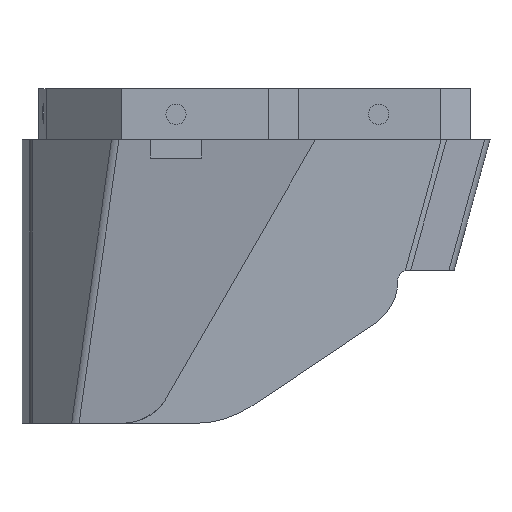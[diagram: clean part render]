
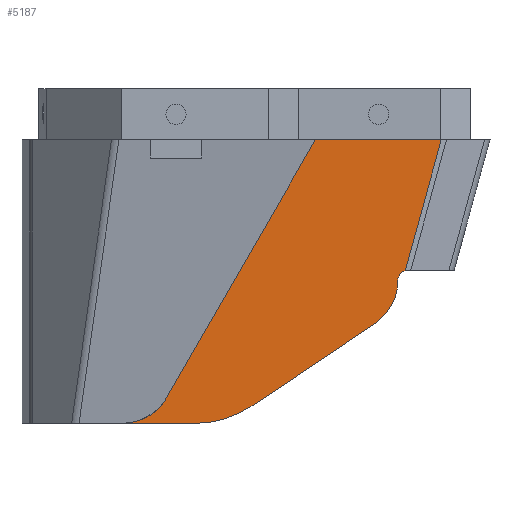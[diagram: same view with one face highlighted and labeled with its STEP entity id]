
A CAD part, left-side view. The second image highlights one B-rep face of the part: STEP entity #5187.
In plain terms, the highlighted planar face has unit normal (-1, 0, 0).
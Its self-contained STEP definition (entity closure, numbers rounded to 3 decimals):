
#250=LINE('',#7825,#850);
#368=LINE('',#8358,#968);
#437=LINE('',#8606,#1037);
#458=LINE('',#8658,#1058);
#463=LINE('',#8671,#1063);
#464=LINE('',#8674,#1064);
#850=VECTOR('',#6085,24.638);
#968=VECTOR('',#6317,14.243);
#1037=VECTOR('',#6452,58.312);
#1058=VECTOR('',#6491,29.067);
#1063=VECTOR('',#6504,0.083);
#1064=VECTOR('',#6507,26.525);
#1443=PLANE('',#5595);
#1690=FACE_OUTER_BOUND('',#1975,.T.);
#1975=EDGE_LOOP('',(#4169,#4170,#4171,#4172,#4173,#4174,#4175,#4176,#4177,
#4178));
#2236=CIRCLE('',#5586,10.);
#2241=CIRCLE('',#5596,20.);
#2242=CIRCLE('',#5597,10.);
#2243=CIRCLE('',#5598,2.);
#2390=VERTEX_POINT('',#7822);
#2391=VERTEX_POINT('',#7824);
#2507=VERTEX_POINT('',#8355);
#2508=VERTEX_POINT('',#8357);
#2581=VERTEX_POINT('',#8604);
#2602=VERTEX_POINT('',#8655);
#2603=VERTEX_POINT('',#8657);
#2606=VERTEX_POINT('',#8668);
#2607=VERTEX_POINT('',#8670);
#2608=VERTEX_POINT('',#8672);
#2937=EDGE_CURVE('',#2390,#2391,#250,.T.);
#3084=EDGE_CURVE('',#2508,#2507,#368,.T.);
#3175=EDGE_CURVE('',#2581,#2390,#437,.T.);
#3176=EDGE_CURVE('',#2581,#2508,#2236,.T.);
#3201=EDGE_CURVE('',#2602,#2603,#458,.T.);
#3206=EDGE_CURVE('',#2603,#2507,#2241,.T.);
#3207=EDGE_CURVE('',#2602,#2606,#2242,.F.);
#3208=EDGE_CURVE('',#2607,#2606,#463,.T.);
#3209=EDGE_CURVE('',#2607,#2608,#2243,.T.);
#3210=EDGE_CURVE('',#2608,#2391,#464,.T.);
#4169=ORIENTED_EDGE('',*,*,#2937,.F.);
#4170=ORIENTED_EDGE('',*,*,#3175,.F.);
#4171=ORIENTED_EDGE('',*,*,#3176,.T.);
#4172=ORIENTED_EDGE('',*,*,#3084,.T.);
#4173=ORIENTED_EDGE('',*,*,#3206,.F.);
#4174=ORIENTED_EDGE('',*,*,#3201,.F.);
#4175=ORIENTED_EDGE('',*,*,#3207,.T.);
#4176=ORIENTED_EDGE('',*,*,#3208,.F.);
#4177=ORIENTED_EDGE('',*,*,#3209,.T.);
#4178=ORIENTED_EDGE('',*,*,#3210,.T.);
#5187=ADVANCED_FACE('',(#1690),#1443,.F.);
#5586=AXIS2_PLACEMENT_3D('',#8608,#6455,#6456);
#5595=AXIS2_PLACEMENT_3D('',#8666,#6498,#6499);
#5596=AXIS2_PLACEMENT_3D('',#8667,#6500,#6501);
#5597=AXIS2_PLACEMENT_3D('',#8669,#6502,#6503);
#5598=AXIS2_PLACEMENT_3D('',#8673,#6505,#6506);
#6085=DIRECTION('',(0.,-1.,0.));
#6317=DIRECTION('',(0.,-1.,0.));
#6452=DIRECTION('',(0.,-0.5,0.866));
#6455=DIRECTION('center_axis',(1.,0.,0.));
#6456=DIRECTION('ref_axis',(0.,1.,0.));
#6491=DIRECTION('',(0.,0.83,-0.558));
#6498=DIRECTION('center_axis',(1.,0.,0.));
#6499=DIRECTION('ref_axis',(0.,0.,-1.));
#6500=DIRECTION('center_axis',(1.,0.,0.));
#6501=DIRECTION('ref_axis',(0.,1.,0.));
#6502=DIRECTION('center_axis',(1.,0.,0.));
#6503=DIRECTION('ref_axis',(0.,1.,0.));
#6504=DIRECTION('',(0.,0.,-1.));
#6505=DIRECTION('center_axis',(1.,0.,0.));
#6506=DIRECTION('ref_axis',(0.,1.,0.));
#6507=DIRECTION('',(0.,-0.266,0.964));
#7822=CARTESIAN_POINT('',(-46.,-54.476,25.5));
#7824=CARTESIAN_POINT('',(-46.,-79.114,25.5));
#7825=CARTESIAN_POINT('',(-46.,-54.476,25.5));
#8355=CARTESIAN_POINT('',(-46.,-30.903,-30.));
#8357=CARTESIAN_POINT('',(-46.,-16.66,-30.));
#8358=CARTESIAN_POINT('',(-46.,-16.66,-30.));
#8604=CARTESIAN_POINT('',(-46.,-25.32,-25.));
#8606=CARTESIAN_POINT('',(-46.,-25.32,-25.));
#8608=CARTESIAN_POINT('Origin',(-46.,-16.66,-20.));
#8655=CARTESIAN_POINT('',(-46.,-66.184,-10.382));
#8657=CARTESIAN_POINT('',(-46.,-42.06,-26.598));
#8658=CARTESIAN_POINT('',(-46.,-66.184,-10.382));
#8666=CARTESIAN_POINT('Origin',(-46.,-8.5,19.5));
#8667=CARTESIAN_POINT('Origin',(-46.,-30.903,-10.));
#8668=CARTESIAN_POINT('',(-46.,-70.605,-2.083));
#8669=CARTESIAN_POINT('Origin',(-46.,-60.605,-2.083));
#8670=CARTESIAN_POINT('',(-46.,-70.605,-2.));
#8671=CARTESIAN_POINT('',(-46.,-70.605,-2.));
#8672=CARTESIAN_POINT('',(-46.,-72.07,-0.073));
#8673=CARTESIAN_POINT('Origin',(-46.,-72.605,-2.));
#8674=CARTESIAN_POINT('',(-46.,-72.07,-0.073));
